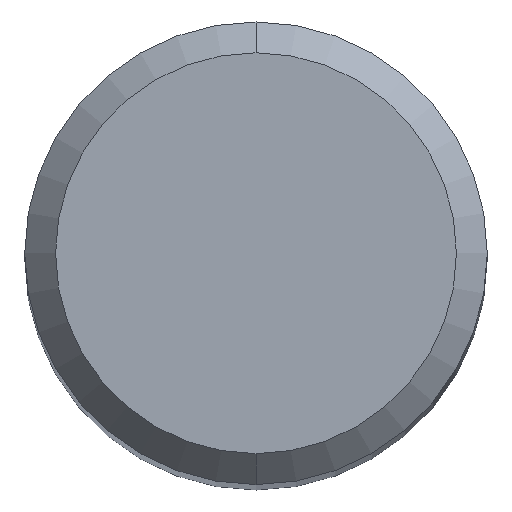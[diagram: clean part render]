
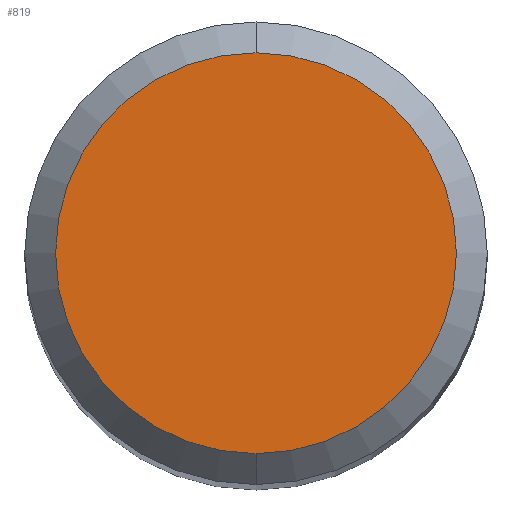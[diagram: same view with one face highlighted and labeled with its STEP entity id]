
A CAD part, top view. The second image highlights one B-rep face of the part: STEP entity #819.
In plain terms, the highlighted planar face has unit normal (0, 0, 1).
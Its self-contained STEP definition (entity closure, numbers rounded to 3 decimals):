
#449=EDGE_CURVE('',#599,#625,#1136,.T.);
#599=VERTEX_POINT('',#1297);
#625=VERTEX_POINT('',#1326);
#819=ADVANCED_FACE('',(#1545),#1546,.T.);
#985=EDGE_CURVE('',#625,#599,#1730,.T.);
#1136=CIRCLE('',#2331,2.6);
#1297=CARTESIAN_POINT('',(0.,-2.6,0.0));
#1326=CARTESIAN_POINT('',(0.0,2.6,0.0));
#1545=FACE_OUTER_BOUND('',#4282,.T.);
#1546=PLANE('',#4283);
#1730=CIRCLE('',#4846,2.6);
#2331=AXIS2_PLACEMENT_3D('',#5027,#5028,#5029);
#4282=EDGE_LOOP('',(#5516,#5517));
#4283=AXIS2_PLACEMENT_3D('',#5518,#5519,#5520);
#4846=AXIS2_PLACEMENT_3D('',#5733,#5734,#5735);
#5027=CARTESIAN_POINT('',(0.0,0.0,0.0));
#5028=DIRECTION('',(0.0,0.0,-1.0));
#5029=DIRECTION('',(0.0,1.0,0.0));
#5516=ORIENTED_EDGE('',*,*,#985,.F.);
#5517=ORIENTED_EDGE('',*,*,#449,.F.);
#5518=CARTESIAN_POINT('',(0.0,1.3,0.0));
#5519=DIRECTION('',(-0.0,0.0,1.0));
#5520=DIRECTION('',(0.0,-1.0,0.0));
#5733=CARTESIAN_POINT('',(0.0,0.0,0.0));
#5734=DIRECTION('',(0.0,0.0,-1.0));
#5735=DIRECTION('',(0.0,1.0,0.0));
